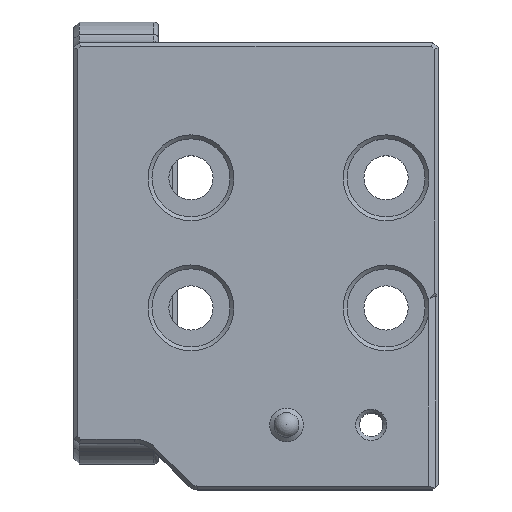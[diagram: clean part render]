
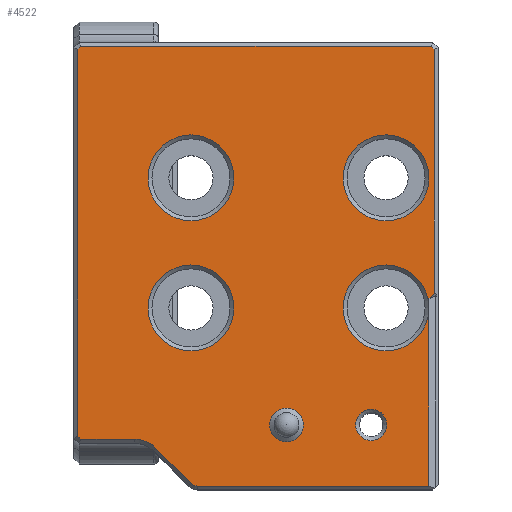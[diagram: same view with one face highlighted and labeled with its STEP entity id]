
A CAD part, top view. The second image highlights one B-rep face of the part: STEP entity #4522.
In plain terms, the highlighted planar face has unit normal (0, 0, 1).
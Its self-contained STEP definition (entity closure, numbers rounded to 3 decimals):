
#168=FACE_BOUND('',#601,.T.);
#169=FACE_BOUND('',#602,.T.);
#170=FACE_BOUND('',#603,.T.);
#171=FACE_BOUND('',#604,.T.);
#172=FACE_BOUND('',#605,.T.);
#190=PLANE('',#4811);
#328=FACE_OUTER_BOUND('',#600,.T.);
#600=EDGE_LOOP('',(#3106,#3107,#3108,#3109,#3110,#3111,#3112,#3113,#3114,
#3115,#3116,#3117,#3118,#3119,#3120,#3121));
#601=EDGE_LOOP('',(#3122));
#602=EDGE_LOOP('',(#3123));
#603=EDGE_LOOP('',(#3124));
#604=EDGE_LOOP('',(#3125));
#605=EDGE_LOOP('',(#3126));
#894=LINE('',#6719,#1325);
#895=LINE('',#6721,#1326);
#896=LINE('',#6723,#1327);
#897=LINE('',#6725,#1328);
#898=LINE('',#6727,#1329);
#899=LINE('',#6729,#1330);
#900=LINE('',#6731,#1331);
#901=LINE('',#6733,#1332);
#902=LINE('',#6737,#1333);
#903=LINE('',#6741,#1334);
#904=LINE('',#6743,#1335);
#905=LINE('',#6747,#1336);
#1325=VECTOR('',#5309,10.);
#1326=VECTOR('',#5310,10.);
#1327=VECTOR('',#5311,10.);
#1328=VECTOR('',#5312,10.);
#1329=VECTOR('',#5313,10.);
#1330=VECTOR('',#5314,10.);
#1331=VECTOR('',#5315,10.);
#1332=VECTOR('',#5316,10.);
#1333=VECTOR('',#5319,10.);
#1334=VECTOR('',#5322,10.);
#1335=VECTOR('',#5323,10.);
#1336=VECTOR('',#5328,10.);
#1755=CIRCLE('',#4808,1.3);
#1758=CIRCLE('',#4812,2.3);
#1759=CIRCLE('',#4813,0.7);
#1760=CIRCLE('',#4814,3.3);
#1761=CIRCLE('',#4815,3.3);
#1762=CIRCLE('',#4816,3.3);
#1763=CIRCLE('',#4817,1.2);
#1764=CIRCLE('',#4818,3.3);
#1765=CIRCLE('',#4819,3.3);
#1977=VERTEX_POINT('',#6709);
#1980=VERTEX_POINT('',#6717);
#1981=VERTEX_POINT('',#6718);
#1982=VERTEX_POINT('',#6720);
#1983=VERTEX_POINT('',#6722);
#1984=VERTEX_POINT('',#6724);
#1985=VERTEX_POINT('',#6726);
#1986=VERTEX_POINT('',#6728);
#1987=VERTEX_POINT('',#6730);
#1988=VERTEX_POINT('',#6732);
#1989=VERTEX_POINT('',#6734);
#1990=VERTEX_POINT('',#6736);
#1991=VERTEX_POINT('',#6738);
#1992=VERTEX_POINT('',#6740);
#1993=VERTEX_POINT('',#6742);
#1994=VERTEX_POINT('',#6744);
#1995=VERTEX_POINT('',#6748);
#1996=VERTEX_POINT('',#6750);
#1997=VERTEX_POINT('',#6752);
#1998=VERTEX_POINT('',#6754);
#2404=EDGE_CURVE('',#1977,#1977,#1755,.T.);
#2408=EDGE_CURVE('',#1980,#1981,#894,.T.);
#2409=EDGE_CURVE('',#1982,#1980,#895,.T.);
#2410=EDGE_CURVE('',#1983,#1982,#896,.T.);
#2411=EDGE_CURVE('',#1984,#1983,#897,.T.);
#2412=EDGE_CURVE('',#1985,#1984,#898,.T.);
#2413=EDGE_CURVE('',#1986,#1985,#899,.T.);
#2414=EDGE_CURVE('',#1987,#1986,#900,.T.);
#2415=EDGE_CURVE('',#1988,#1987,#901,.T.);
#2416=EDGE_CURVE('',#1989,#1988,#1758,.T.);
#2417=EDGE_CURVE('',#1990,#1989,#902,.T.);
#2418=EDGE_CURVE('',#1991,#1990,#1759,.T.);
#2419=EDGE_CURVE('',#1992,#1991,#903,.T.);
#2420=EDGE_CURVE('',#1993,#1992,#904,.T.);
#2421=EDGE_CURVE('',#1994,#1993,#1760,.T.);
#2422=EDGE_CURVE('',#1993,#1994,#1761,.T.);
#2423=EDGE_CURVE('',#1981,#1993,#905,.T.);
#2424=EDGE_CURVE('',#1995,#1995,#1762,.T.);
#2425=EDGE_CURVE('',#1996,#1996,#1763,.T.);
#2426=EDGE_CURVE('',#1997,#1997,#1764,.T.);
#2427=EDGE_CURVE('',#1998,#1998,#1765,.T.);
#3106=ORIENTED_EDGE('',*,*,#2408,.F.);
#3107=ORIENTED_EDGE('',*,*,#2409,.F.);
#3108=ORIENTED_EDGE('',*,*,#2410,.F.);
#3109=ORIENTED_EDGE('',*,*,#2411,.F.);
#3110=ORIENTED_EDGE('',*,*,#2412,.F.);
#3111=ORIENTED_EDGE('',*,*,#2413,.F.);
#3112=ORIENTED_EDGE('',*,*,#2414,.F.);
#3113=ORIENTED_EDGE('',*,*,#2415,.F.);
#3114=ORIENTED_EDGE('',*,*,#2416,.F.);
#3115=ORIENTED_EDGE('',*,*,#2417,.F.);
#3116=ORIENTED_EDGE('',*,*,#2418,.F.);
#3117=ORIENTED_EDGE('',*,*,#2419,.F.);
#3118=ORIENTED_EDGE('',*,*,#2420,.F.);
#3119=ORIENTED_EDGE('',*,*,#2421,.F.);
#3120=ORIENTED_EDGE('',*,*,#2422,.F.);
#3121=ORIENTED_EDGE('',*,*,#2423,.F.);
#3122=ORIENTED_EDGE('',*,*,#2424,.F.);
#3123=ORIENTED_EDGE('',*,*,#2425,.F.);
#3124=ORIENTED_EDGE('',*,*,#2426,.F.);
#3125=ORIENTED_EDGE('',*,*,#2427,.F.);
#3126=ORIENTED_EDGE('',*,*,#2404,.F.);
#4522=ADVANCED_FACE('',(#328,#168,#169,#170,#171,#172),#190,.T.);
#4808=AXIS2_PLACEMENT_3D('',#6710,#5300,#5301);
#4811=AXIS2_PLACEMENT_3D('',#6716,#5307,#5308);
#4812=AXIS2_PLACEMENT_3D('',#6735,#5317,#5318);
#4813=AXIS2_PLACEMENT_3D('',#6739,#5320,#5321);
#4814=AXIS2_PLACEMENT_3D('',#6745,#5324,#5325);
#4815=AXIS2_PLACEMENT_3D('',#6746,#5326,#5327);
#4816=AXIS2_PLACEMENT_3D('',#6749,#5329,#5330);
#4817=AXIS2_PLACEMENT_3D('',#6751,#5331,#5332);
#4818=AXIS2_PLACEMENT_3D('',#6753,#5333,#5334);
#4819=AXIS2_PLACEMENT_3D('',#6755,#5335,#5336);
#5300=DIRECTION('center_axis',(0.,0.,
1.));
#5301=DIRECTION('ref_axis',(0.,1.,0.));
#5307=DIRECTION('center_axis',(0.,0.,
1.));
#5308=DIRECTION('ref_axis',(0.,-1.,0.));
#5309=DIRECTION('',(-0.707,-0.707,0.));
#5310=DIRECTION('',(0.,-1.,0.));
#5311=DIRECTION('',(0.707,-0.707,0.));
#5312=DIRECTION('',(1.,0.,0.));
#5313=DIRECTION('',(0.707,0.707,0.));
#5314=DIRECTION('',(0.,1.,0.));
#5315=DIRECTION('',(-0.707,0.707,0.));
#5316=DIRECTION('',(-1.,0.,0.));
#5317=DIRECTION('center_axis',(0.,0.,
1.));
#5318=DIRECTION('ref_axis',(0.,1.,0.));
#5319=DIRECTION('',(-0.707,0.707,0.));
#5320=DIRECTION('center_axis',(0.,0.,
-1.));
#5321=DIRECTION('ref_axis',(-1.,0.,0.));
#5322=DIRECTION('',(-1.,0.,0.));
#5323=DIRECTION('',(0.,-1.,0.));
#5324=DIRECTION('center_axis',(0.,0.,
1.));
#5325=DIRECTION('ref_axis',(0.,-1.,0.));
#5326=DIRECTION('center_axis',(0.,0.,
1.));
#5327=DIRECTION('ref_axis',(0.,-1.,0.));
#5328=DIRECTION('',(0.,-1.,0.));
#5329=DIRECTION('center_axis',(0.,0.,
1.));
#5330=DIRECTION('ref_axis',(0.,1.,0.));
#5331=DIRECTION('center_axis',(0.,0.,
1.));
#5332=DIRECTION('ref_axis',(1.,0.,0.));
#5333=DIRECTION('center_axis',(0.,0.,
1.));
#5334=DIRECTION('ref_axis',(0.,1.,0.));
#5335=DIRECTION('center_axis',(0.,0.,
1.));
#5336=DIRECTION('ref_axis',(0.,1.,0.));
#6709=CARTESIAN_POINT('',(29.81,-15.3,39.));
#6710=CARTESIAN_POINT('Origin',(29.81,-14.,39.));
#6716=CARTESIAN_POINT('Origin',(38.46,-15.4,39.));
#6717=CARTESIAN_POINT('',(41.16,-3.876,39.));
#6718=CARTESIAN_POINT('',(40.76,-4.276,39.));
#6719=CARTESIAN_POINT('',(37.548,-7.488,39.));
#6720=CARTESIAN_POINT('',(41.16,14.876,39.));
#6721=CARTESIAN_POINT('',(41.16,-7.7,39.));
#6722=CARTESIAN_POINT('',(40.936,15.1,39.));
#6723=CARTESIAN_POINT('',(47.998,8.038,39.));
#6724=CARTESIAN_POINT('',(13.984,15.1,39.));
#6725=CARTESIAN_POINT('',(19.23,15.1,39.));
#6726=CARTESIAN_POINT('',(13.76,14.876,39.));
#6727=CARTESIAN_POINT('',(12.322,13.438,39.));
#6728=CARTESIAN_POINT('',(13.76,-14.876,39.));
#6729=CARTESIAN_POINT('',(13.76,-15.4,39.));
#6730=CARTESIAN_POINT('',(13.984,-15.1,39.));
#6731=CARTESIAN_POINT('',(20.022,-21.138,39.));
#6732=CARTESIAN_POINT('',(18.132,-15.1,39.));
#6733=CARTESIAN_POINT('',(19.23,-15.1,39.));
#6734=CARTESIAN_POINT('',(19.758,-15.774,39.));
#6735=CARTESIAN_POINT('Origin',(18.132,-17.4,39.));
#6736=CARTESIAN_POINT('',(22.479,-18.495,39.));
#6737=CARTESIAN_POINT('',(24.047,-20.063,39.));
#6738=CARTESIAN_POINT('',(22.974,-18.7,39.));
#6739=CARTESIAN_POINT('Origin',(22.974,-18.,39.));
#6740=CARTESIAN_POINT('',(40.76,-18.7,39.));
#6741=CARTESIAN_POINT('',(25.96,-18.7,39.));
#6742=CARTESIAN_POINT('',(40.76,-5.,39.));
#6743=CARTESIAN_POINT('',(40.76,-11.55,39.));
#6744=CARTESIAN_POINT('',(37.46,-1.7,39.));
#6745=CARTESIAN_POINT('Origin',(37.46,-5.,39.));
#6746=CARTESIAN_POINT('Origin',(37.46,-5.,39.));
#6747=CARTESIAN_POINT('',(40.76,-11.55,39.));
#6748=CARTESIAN_POINT('',(22.46,1.7,39.));
#6749=CARTESIAN_POINT('Origin',(22.46,5.,39.));
#6750=CARTESIAN_POINT('',(35.11,-14.,39.));
#6751=CARTESIAN_POINT('Origin',(36.31,-14.,39.));
#6752=CARTESIAN_POINT('',(37.46,1.7,39.));
#6753=CARTESIAN_POINT('Origin',(37.46,5.,39.));
#6754=CARTESIAN_POINT('',(22.46,-8.3,39.));
#6755=CARTESIAN_POINT('Origin',(22.46,-5.,39.));
